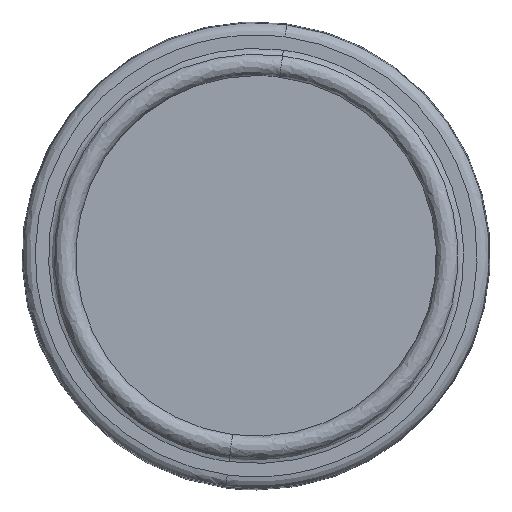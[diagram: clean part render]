
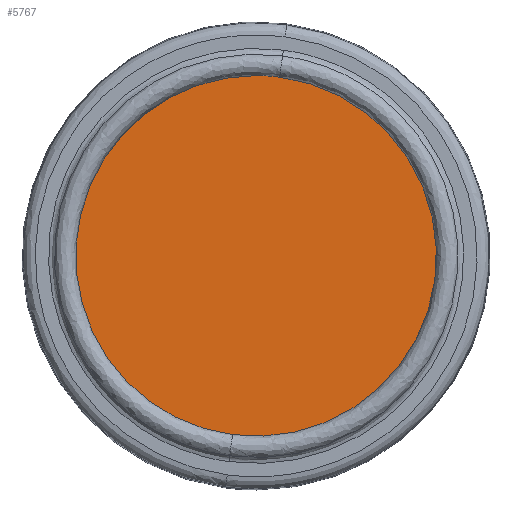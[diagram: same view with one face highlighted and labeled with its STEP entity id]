
A CAD part, left-side view. The second image highlights one B-rep face of the part: STEP entity #5767.
In plain terms, the highlighted planar face has unit normal (-1, 0, 0).
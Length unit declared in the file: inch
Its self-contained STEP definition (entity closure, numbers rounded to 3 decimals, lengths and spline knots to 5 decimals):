
#321 =( BOUNDED_CURVE ( )  B_SPLINE_CURVE ( 3, ( #591, #590, #596, #597 ),
 .UNSPECIFIED., .F., .T. ) 
 B_SPLINE_CURVE_WITH_KNOTS ( ( 4, 4 ),
 ( 0., 0.08663 ),
 .UNSPECIFIED. ) 
 CURVE ( )  GEOMETRIC_REPRESENTATION_ITEM ( )  RATIONAL_B_SPLINE_CURVE ( ( 0.983, 0.328, 0.328, 0.983 ) ) 
 REPRESENTATION_ITEM ( '' )  );
#322 =( BOUNDED_CURVE ( )  B_SPLINE_CURVE ( 3, ( #594, #595, #600, #601 ),
 .UNSPECIFIED., .F., .T. ) 
 B_SPLINE_CURVE_WITH_KNOTS ( ( 4, 4 ),
 ( 0., 0.08663 ),
 .UNSPECIFIED. ) 
 CURVE ( )  GEOMETRIC_REPRESENTATION_ITEM ( )  RATIONAL_B_SPLINE_CURVE ( ( 0.983, 0.328, 0.328, 0.983 ) ) 
 REPRESENTATION_ITEM ( '' )  );
#590 = CARTESIAN_POINT ( 'NONE',  ( -1.483, -2.00584, -1.35716 ) ) ;
#591 = CARTESIAN_POINT ( 'NONE',  ( -1.483, 0.1417, -1.07377 ) ) ;
#594 = CARTESIAN_POINT ( 'NONE',  ( -1.483, -0.1417, 1.07377 ) ) ;
#595 = CARTESIAN_POINT ( 'NONE',  ( -1.483, 2.00584, 1.35716 ) ) ;
#596 = CARTESIAN_POINT ( 'NONE',  ( -1.483, -2.28923, 0.79037 ) ) ;
#597 = CARTESIAN_POINT ( 'NONE',  ( -1.483, -0.1417, 1.07377 ) ) ;
#600 = CARTESIAN_POINT ( 'NONE',  ( -1.483, 2.28923, -0.79037 ) ) ;
#601 = CARTESIAN_POINT ( 'NONE',  ( -1.483, 0.1417, -1.07377 ) ) ;
#1598 = CARTESIAN_POINT ( 'NONE',  ( -1.483, -0.1417, 1.07377 ) ) ;
#2241 = VERTEX_POINT ( 'NONE', #16930 ) ;
#2277 = VERTEX_POINT ( 'NONE', #1598 ) ;
#4597 = FACE_OUTER_BOUND ( 'NONE', #12072, .T. ) ;
#5201 = ORIENTED_EDGE ( 'NONE', *, *, #16661, .T. ) ;
#5204 = ORIENTED_EDGE ( 'NONE', *, *, #16660, .T. ) ;
#5767 = ADVANCED_FACE ( 'NONE', ( #4597 ), #17260, .F. ) ;
#12072 = EDGE_LOOP ( 'NONE', ( #5201, #5204 ) ) ;
#14852 = AXIS2_PLACEMENT_3D ( 'NONE', #17255, #17263, #17264 ) ;
#16660 = EDGE_CURVE ( 'NONE', #2241, #2277, #321, .T. ) ;
#16661 = EDGE_CURVE ( 'NONE', #2277, #2241, #322, .T. ) ;
#16930 = CARTESIAN_POINT ( 'NONE',  ( -1.483, 0.1417, -1.07377 ) ) ;
#17255 = CARTESIAN_POINT ( 'NONE',  ( -1.483, -0.50921, -1.46406 ) ) ;
#17260 = PLANE ( 'NONE',  #14852 ) ;
#17263 = DIRECTION ( 'NONE',  ( 1., 0., 0. ) ) ;
#17264 = DIRECTION ( 'NONE',  ( 0., 0.9, 0.436 ) ) ;
